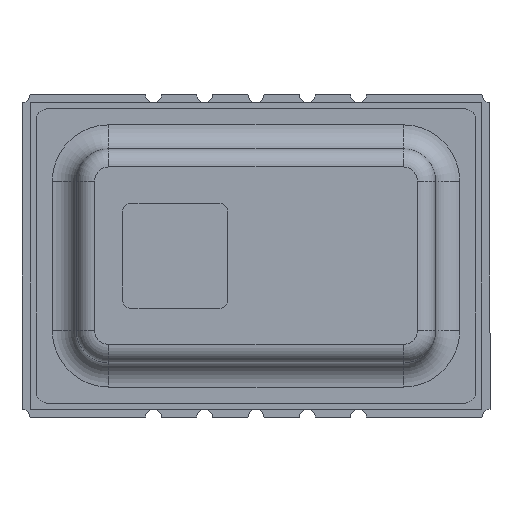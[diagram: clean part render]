
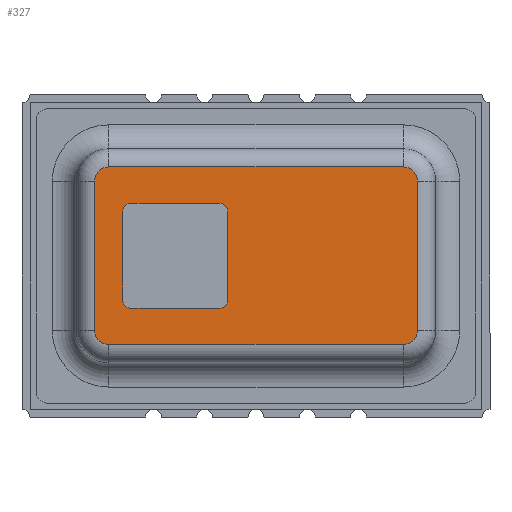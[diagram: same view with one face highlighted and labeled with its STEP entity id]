
A CAD part, top view. The second image highlights one B-rep face of the part: STEP entity #327.
In plain terms, the highlighted face is planar.
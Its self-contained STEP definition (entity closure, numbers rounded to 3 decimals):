
#24 = ORIENTED_EDGE ( 'NONE', *, *, #642, .T. ) ;
#43 = CARTESIAN_POINT ( 'NONE',  ( -0.9, 1.1, 0. ) ) ;
#48 = DIRECTION ( 'NONE',  ( 0., 1., 0. ) ) ;
#57 = EDGE_LOOP ( 'NONE', ( #2776, #2389, #1666, #517, #1517, #2742, #24, #785 ) ) ;
#97 = VERTEX_POINT ( 'NONE', #1376 ) ;
#99 = VECTOR ( 'NONE', #48, 1000. ) ;
#159 = EDGE_CURVE ( 'NONE', #166, #2634, #857, .T. ) ;
#166 = VERTEX_POINT ( 'NONE', #876 ) ;
#224 = CARTESIAN_POINT ( 'NONE',  ( -3.1, 1.3, 0. ) ) ;
#238 = VERTEX_POINT ( 'NONE', #224 ) ;
#254 = VECTOR ( 'NONE', #2356, 1000. ) ;
#279 = ORIENTED_EDGE ( 'NONE', *, *, #2846, .T. ) ;
#282 = VERTEX_POINT ( 'NONE', #2910 ) ;
#283 = CARTESIAN_POINT ( 'NONE',  ( 0., -2.2, 0. ) ) ;
#290 = EDGE_CURVE ( 'NONE', #2210, #1582, #2620, .T. ) ;
#320 = CIRCLE ( 'NONE', #1264, 0.35 ) ;
#325 = LINE ( 'NONE', #2529, #2157 ) ;
#327 = ADVANCED_FACE ( 'NONE', ( #1984, #899 ), #468, .F. ) ;
#405 = ORIENTED_EDGE ( 'NONE', *, *, #1161, .F. ) ;
#414 = ORIENTED_EDGE ( 'NONE', *, *, #159, .F. ) ;
#421 = CIRCLE ( 'NONE', #2380, 0.2 ) ;
#468 = PLANE ( 'NONE',  #1193 ) ;
#486 = ORIENTED_EDGE ( 'NONE', *, *, #2860, .T. ) ;
#493 = DIRECTION ( 'NONE',  ( 1., 0., 0. ) ) ;
#498 = EDGE_CURVE ( 'NONE', #1879, #282, #2766, .T. ) ;
#517 = ORIENTED_EDGE ( 'NONE', *, *, #498, .T. ) ;
#526 = CARTESIAN_POINT ( 'NONE',  ( 0., 0., 0. ) ) ;
#540 = EDGE_CURVE ( 'NONE', #238, #1567, #575, .T. ) ;
#559 = CARTESIAN_POINT ( 'NONE',  ( -4., -1.85, 0. ) ) ;
#575 = CIRCLE ( 'NONE', #1699, 0.2 ) ;
#578 = VECTOR ( 'NONE', #2795, 1000. ) ;
#616 = CARTESIAN_POINT ( 'NONE',  ( -3.65, 1.85, 0. ) ) ;
#642 = EDGE_CURVE ( 'NONE', #1582, #1954, #2768, .T. ) ;
#645 = LINE ( 'NONE', #2351, #578 ) ;
#664 = CARTESIAN_POINT ( 'NONE',  ( -3.65, -1.85, 0. ) ) ;
#684 = VERTEX_POINT ( 'NONE', #719 ) ;
#687 = CARTESIAN_POINT ( 'NONE',  ( -0.7, -1.3, 0. ) ) ;
#711 = CARTESIAN_POINT ( 'NONE',  ( -4., 1.85, 0. ) ) ;
#719 = CARTESIAN_POINT ( 'NONE',  ( 3.65, 2.2, 0. ) ) ;
#772 = EDGE_CURVE ( 'NONE', #97, #684, #645, .T. ) ;
#781 = CARTESIAN_POINT ( 'NONE',  ( -3.3, 1.3, 0. ) ) ;
#785 = ORIENTED_EDGE ( 'NONE', *, *, #2698, .T. ) ;
#824 = EDGE_CURVE ( 'NONE', #166, #2054, #1737, .T. ) ;
#857 = LINE ( 'NONE', #687, #1371 ) ;
#876 = CARTESIAN_POINT ( 'NONE',  ( -0.9, -1.3, 0. ) ) ;
#877 = CARTESIAN_POINT ( 'NONE',  ( -3.3, -1.1, 0. ) ) ;
#899 = FACE_OUTER_BOUND ( 'NONE', #57, .T. ) ;
#900 = EDGE_LOOP ( 'NONE', ( #1411, #1651, #2546, #486, #414, #1355, #405, #279 ) ) ;
#921 = DIRECTION ( 'NONE',  ( 1., 0., 0. ) ) ;
#955 = CARTESIAN_POINT ( 'NONE',  ( 4., -1.85, 0. ) ) ;
#1072 = AXIS2_PLACEMENT_3D ( 'NONE', #2558, #1923, #1931 ) ;
#1079 = CARTESIAN_POINT ( 'NONE',  ( 3.65, 1.85, 0. ) ) ;
#1080 = DIRECTION ( 'NONE',  ( 0., 0., -1. ) ) ;
#1104 = CARTESIAN_POINT ( 'NONE',  ( -3.1, -1.3, 0. ) ) ;
#1152 = CIRCLE ( 'NONE', #1926, 0.2 ) ;
#1160 = EDGE_CURVE ( 'NONE', #684, #1518, #2161, .T. ) ;
#1161 = EDGE_CURVE ( 'NONE', #1211, #2054, #1262, .T. ) ;
#1162 = DIRECTION ( 'NONE',  ( 0., 0., 1. ) ) ;
#1193 = AXIS2_PLACEMENT_3D ( 'NONE', #526, #1162, #1458 ) ;
#1211 = VERTEX_POINT ( 'NONE', #2458 ) ;
#1262 = LINE ( 'NONE', #2683, #2914 ) ;
#1264 = AXIS2_PLACEMENT_3D ( 'NONE', #616, #2668, #2884 ) ;
#1274 = DIRECTION ( 'NONE',  ( 0., 0., 1. ) ) ;
#1282 = CARTESIAN_POINT ( 'NONE',  ( -3.3, 1.1, 0. ) ) ;
#1293 = LINE ( 'NONE', #2561, #2252 ) ;
#1313 = DIRECTION ( 'NONE',  ( 0., -1., 0. ) ) ;
#1321 = LINE ( 'NONE', #283, #254 ) ;
#1355 = ORIENTED_EDGE ( 'NONE', *, *, #824, .T. ) ;
#1371 = VECTOR ( 'NONE', #2010, 1000. ) ;
#1376 = CARTESIAN_POINT ( 'NONE',  ( -3.65, 2.2, 0. ) ) ;
#1411 = ORIENTED_EDGE ( 'NONE', *, *, #1859, .F. ) ;
#1423 = CARTESIAN_POINT ( 'NONE',  ( -3.65, -2.2, 0. ) ) ;
#1424 = EDGE_CURVE ( 'NONE', #282, #2210, #1321, .T. ) ;
#1437 = CARTESIAN_POINT ( 'NONE',  ( -3.1, -1.1, 0. ) ) ;
#1453 = DIRECTION ( 'NONE',  ( 0., 1., 0. ) ) ;
#1458 = DIRECTION ( 'NONE',  ( 1., 0., 0. ) ) ;
#1515 = DIRECTION ( 'NONE',  ( 1., 0., 0. ) ) ;
#1517 = ORIENTED_EDGE ( 'NONE', *, *, #1424, .T. ) ;
#1518 = VERTEX_POINT ( 'NONE', #2337 ) ;
#1529 = VERTEX_POINT ( 'NONE', #2855 ) ;
#1530 = AXIS2_PLACEMENT_3D ( 'NONE', #2864, #1080, #1515 ) ;
#1546 = AXIS2_PLACEMENT_3D ( 'NONE', #664, #1595, #2687 ) ;
#1554 = DIRECTION ( 'NONE',  ( 0., 0., -1. ) ) ;
#1567 = VERTEX_POINT ( 'NONE', #1282 ) ;
#1582 = VERTEX_POINT ( 'NONE', #559 ) ;
#1595 = DIRECTION ( 'NONE',  ( 0., 0., -1. ) ) ;
#1643 = DIRECTION ( 'NONE',  ( 0., 0., 1. ) ) ;
#1648 = CARTESIAN_POINT ( 'NONE',  ( -0.7, -1.1, 0. ) ) ;
#1651 = ORIENTED_EDGE ( 'NONE', *, *, #540, .T. ) ;
#1666 = ORIENTED_EDGE ( 'NONE', *, *, #2796, .T. ) ;
#1699 = AXIS2_PLACEMENT_3D ( 'NONE', #2727, #2503, #2695 ) ;
#1737 = CIRCLE ( 'NONE', #1072, 0.2 ) ;
#1848 = DIRECTION ( 'NONE',  ( 0., -1., 0. ) ) ;
#1859 = EDGE_CURVE ( 'NONE', #238, #1529, #1293, .T. ) ;
#1876 = DIRECTION ( 'NONE',  ( 1., 0., 0. ) ) ;
#1879 = VERTEX_POINT ( 'NONE', #955 ) ;
#1923 = DIRECTION ( 'NONE',  ( 0., 0., 1. ) ) ;
#1926 = AXIS2_PLACEMENT_3D ( 'NONE', #43, #1643, #493 ) ;
#1931 = DIRECTION ( 'NONE',  ( 1., 0., 0. ) ) ;
#1954 = VERTEX_POINT ( 'NONE', #711 ) ;
#1984 = FACE_BOUND ( 'NONE', #900, .T. ) ;
#2010 = DIRECTION ( 'NONE',  ( -1., 0., 0. ) ) ;
#2054 = VERTEX_POINT ( 'NONE', #1648 ) ;
#2075 = VECTOR ( 'NONE', #1453, 1000. ) ;
#2157 = VECTOR ( 'NONE', #1848, 1000. ) ;
#2161 = CIRCLE ( 'NONE', #2674, 0.35 ) ;
#2210 = VERTEX_POINT ( 'NONE', #1423 ) ;
#2252 = VECTOR ( 'NONE', #921, 1000. ) ;
#2322 = EDGE_CURVE ( 'NONE', #2672, #1567, #2614, .T. ) ;
#2337 = CARTESIAN_POINT ( 'NONE',  ( 4., 1.85, 0. ) ) ;
#2351 = CARTESIAN_POINT ( 'NONE',  ( 0., 2.2, 0. ) ) ;
#2356 = DIRECTION ( 'NONE',  ( -1., 0., 0. ) ) ;
#2380 = AXIS2_PLACEMENT_3D ( 'NONE', #1437, #1274, #1876 ) ;
#2389 = ORIENTED_EDGE ( 'NONE', *, *, #1160, .T. ) ;
#2458 = CARTESIAN_POINT ( 'NONE',  ( -0.7, 1.1, 0. ) ) ;
#2503 = DIRECTION ( 'NONE',  ( 0., 0., 1. ) ) ;
#2529 = CARTESIAN_POINT ( 'NONE',  ( 4., 0., 0. ) ) ;
#2546 = ORIENTED_EDGE ( 'NONE', *, *, #2322, .F. ) ;
#2558 = CARTESIAN_POINT ( 'NONE',  ( -0.9, -1.1, 0. ) ) ;
#2561 = CARTESIAN_POINT ( 'NONE',  ( -0.7, 1.3, 0. ) ) ;
#2614 = LINE ( 'NONE', #781, #2075 ) ;
#2620 = CIRCLE ( 'NONE', #1546, 0.35 ) ;
#2634 = VERTEX_POINT ( 'NONE', #1104 ) ;
#2668 = DIRECTION ( 'NONE',  ( 0., 0., -1. ) ) ;
#2672 = VERTEX_POINT ( 'NONE', #877 ) ;
#2674 = AXIS2_PLACEMENT_3D ( 'NONE', #1079, #1554, #2675 ) ;
#2675 = DIRECTION ( 'NONE',  ( 1., 0., 0. ) ) ;
#2683 = CARTESIAN_POINT ( 'NONE',  ( -0.7, 1.3, 0. ) ) ;
#2687 = DIRECTION ( 'NONE',  ( 1., 0., 0. ) ) ;
#2695 = DIRECTION ( 'NONE',  ( 1., 0., 0. ) ) ;
#2698 = EDGE_CURVE ( 'NONE', #1954, #97, #320, .T. ) ;
#2727 = CARTESIAN_POINT ( 'NONE',  ( -3.1, 1.1, 0. ) ) ;
#2742 = ORIENTED_EDGE ( 'NONE', *, *, #290, .T. ) ;
#2747 = CARTESIAN_POINT ( 'NONE',  ( -4., 0., 0. ) ) ;
#2766 = CIRCLE ( 'NONE', #1530, 0.35 ) ;
#2768 = LINE ( 'NONE', #2747, #99 ) ;
#2776 = ORIENTED_EDGE ( 'NONE', *, *, #772, .T. ) ;
#2795 = DIRECTION ( 'NONE',  ( 1., 0., 0. ) ) ;
#2796 = EDGE_CURVE ( 'NONE', #1518, #1879, #325, .T. ) ;
#2846 = EDGE_CURVE ( 'NONE', #1211, #1529, #1152, .T. ) ;
#2855 = CARTESIAN_POINT ( 'NONE',  ( -0.9, 1.3, 0. ) ) ;
#2860 = EDGE_CURVE ( 'NONE', #2672, #2634, #421, .T. ) ;
#2864 = CARTESIAN_POINT ( 'NONE',  ( 3.65, -1.85, 0. ) ) ;
#2884 = DIRECTION ( 'NONE',  ( 1., 0., 0. ) ) ;
#2910 = CARTESIAN_POINT ( 'NONE',  ( 3.65, -2.2, 0. ) ) ;
#2914 = VECTOR ( 'NONE', #1313, 1000. ) ;
